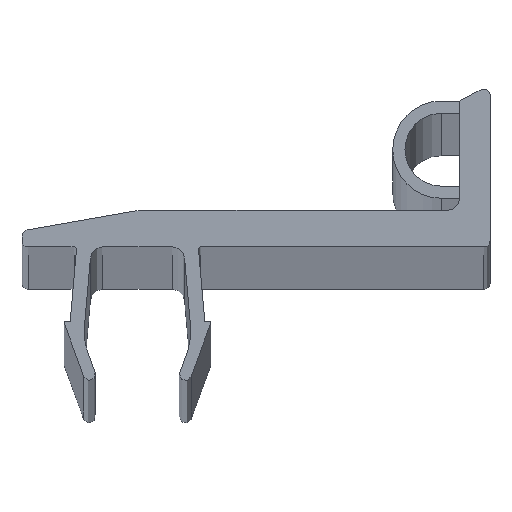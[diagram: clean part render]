
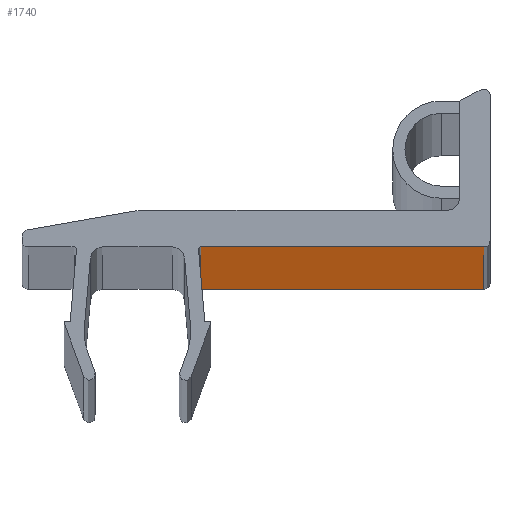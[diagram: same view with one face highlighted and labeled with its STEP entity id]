
A CAD part, top view. The second image highlights one B-rep face of the part: STEP entity #1740.
In plain terms, the highlighted planar face has unit normal (0, -1, 0).
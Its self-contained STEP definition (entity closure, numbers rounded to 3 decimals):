
#138 = VERTEX_POINT ( 'NONE', #1140 ) ;
#248 = EDGE_CURVE ( 'NONE', #540, #138, #1706, .T. ) ;
#275 = CARTESIAN_POINT ( 'NONE',  ( 28.5, 0., 1000. ) ) ;
#304 = CARTESIAN_POINT ( 'NONE',  ( 5., 0., 1000. ) ) ;
#408 = EDGE_CURVE ( 'NONE', #540, #786, #732, .T. ) ;
#506 = VECTOR ( 'NONE', #1713, 1000. ) ;
#535 = LINE ( 'NONE', #940, #1121 ) ;
#540 = VERTEX_POINT ( 'NONE', #644 ) ;
#617 = CARTESIAN_POINT ( 'NONE',  ( 5., 0., -1000. ) ) ;
#644 = CARTESIAN_POINT ( 'NONE',  ( 5.218, 0., 1000. ) ) ;
#675 = CARTESIAN_POINT ( 'NONE',  ( 28.5, 0., -1000. ) ) ;
#708 = AXIS2_PLACEMENT_3D ( 'NONE', #1757, #948, #1343 ) ;
#709 = VECTOR ( 'NONE', #1293, 1000. ) ;
#732 = LINE ( 'NONE', #304, #709 ) ;
#786 = VERTEX_POINT ( 'NONE', #275 ) ;
#793 = PLANE ( 'NONE',  #708 ) ;
#899 = LINE ( 'NONE', #617, #1292 ) ;
#940 = CARTESIAN_POINT ( 'NONE',  ( 28.5, 0., 1000. ) ) ;
#948 = DIRECTION ( 'NONE',  ( 0., 1., 0. ) ) ;
#1054 = ORIENTED_EDGE ( 'NONE', *, *, #408, .F. ) ;
#1089 = ORIENTED_EDGE ( 'NONE', *, *, #1417, .F. ) ;
#1121 = VECTOR ( 'NONE', #1750, 1000. ) ;
#1140 = CARTESIAN_POINT ( 'NONE',  ( 5.218, 0., -1000. ) ) ;
#1149 = CARTESIAN_POINT ( 'NONE',  ( 5.218, 0., -1000. ) ) ;
#1151 = EDGE_LOOP ( 'NONE', ( #1054, #1425, #1209, #1089 ) ) ;
#1209 = ORIENTED_EDGE ( 'NONE', *, *, #1653, .T. ) ;
#1292 = VECTOR ( 'NONE', #1458, 1000. ) ;
#1293 = DIRECTION ( 'NONE',  ( 1., 0., 0. ) ) ;
#1343 = DIRECTION ( 'NONE',  ( 1., 0., 0. ) ) ;
#1417 = EDGE_CURVE ( 'NONE', #786, #1671, #535, .T. ) ;
#1425 = ORIENTED_EDGE ( 'NONE', *, *, #248, .T. ) ;
#1458 = DIRECTION ( 'NONE',  ( 1., 0., 0. ) ) ;
#1604 = FACE_OUTER_BOUND ( 'NONE', #1151, .T. ) ;
#1653 = EDGE_CURVE ( 'NONE', #138, #1671, #899, .T. ) ;
#1671 = VERTEX_POINT ( 'NONE', #675 ) ;
#1706 = LINE ( 'NONE', #1149, #506 ) ;
#1713 = DIRECTION ( 'NONE',  ( 0., 0., -1. ) ) ;
#1740 = ADVANCED_FACE ( 'NONE', ( #1604 ), #793, .F. ) ;
#1750 = DIRECTION ( 'NONE',  ( 0., 0., -1. ) ) ;
#1757 = CARTESIAN_POINT ( 'NONE',  ( 5., 0., 1000. ) ) ;
